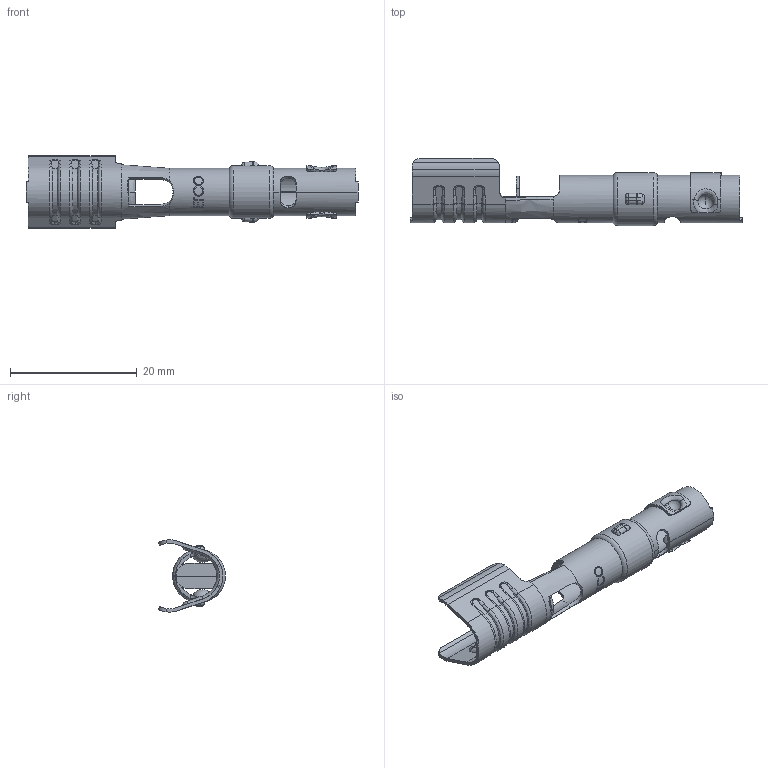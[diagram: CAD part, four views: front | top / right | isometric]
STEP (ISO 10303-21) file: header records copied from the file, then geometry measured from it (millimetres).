
FILE_DESCRIPTION (( 'STEP AP203' ), '1' );
FILE_NAME ('SP25-T.STEP', '2019-11-05T18:34:50', ( 'tempuser' ), ( 'Microsoft' ), 'SwSTEP 2.0', 'SolidWorks 2019', '' );
FILE_SCHEMA (( 'CONFIG_CONTROL_DESIGN' ));
Length unit declared in the file: inch
Products named in the file (3): SP24 and SP25_SP25-T without carrier; SCA4 expanded for mating_SCA4-B; SP25-T
Assembly tree (2 placements, depth 2):
  SP25-T
    SP24 and SP25_SP25-T without carrier
    SCA4 expanded for mating_SCA4-B
Bounding box: 52.45 x 10.59 x 11.43 mm (x, y, z)
Volume: 595.4 mm3; surface area: 2499.1 mm2
Topology: 2 solids, 3 shells, 372 faces, 1018 edges, 650 vertices
Faces by surface type: cylinder 131, plane 109, bspline 80, torus 38, sphere 8, cone 6
Entity records: 17328 total; most frequent: CARTESIAN_POINT 8464, ORIENTED_EDGE 2038, DIRECTION 1491, EDGE_CURVE 1019, VERTEX_POINT 650, AXIS2_PLACEMENT_3D 575, EDGE_LOOP 383, ADVANCED_FACE 372
